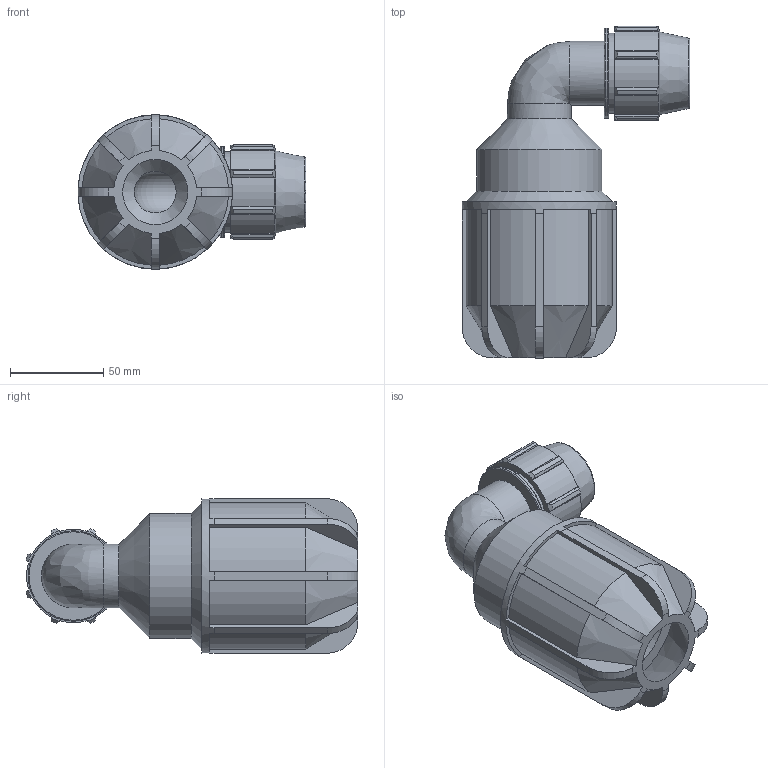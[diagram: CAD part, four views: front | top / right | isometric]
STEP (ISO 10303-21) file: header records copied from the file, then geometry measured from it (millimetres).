
FILE_DESCRIPTION(/* description */ ('PLASSON PLASS4 90° ELBOW 27-35*25'),/* implementation_level */ '2;1');
FILE_NAME(/* name */ '070570025035_180570025035_0705700250350A.ipt.stp',/* time_stamp */ '2017-06-06T17:15:21+03:00',/* author */ ('KIM'),/* organization */ (''),/* preprocessor_version */ 'ST-DEVELOPER v15.6',/* originating_system */ 'Autodesk Inventor 2015',/* authorisation */ '');
FILE_SCHEMA (('AUTOMOTIVE_DESIGN { 1 0 10303 214 3 1 1 }'));
Length unit declared in the file: millimetre
Products named in the file (1): 070570025035_180570025035_0705700250350A
Bounding box: 122.5 x 178.41 x 83 mm (x, y, z)
Volume: 308323.1 mm3; surface area: 85653.2 mm2
Topology: 1 solids, 1 shells, 160 faces, 438 edges, 284 vertices
Faces by surface type: plane 88, cylinder 42, cone 24, torus 5, bspline 1
Full cylindrical faces by diameter (mm): 22.5 x2, 25 x1, 34.238 x2, 43.2 x1, 48.6 x1, 55.54 x1, 67.278 x1, 83 x1
Entity records: 5048 total; most frequent: CARTESIAN_POINT 968, ORIENTED_EDGE 814, DIRECTION 814, EDGE_CURVE 407, AXIS2_PLACEMENT_3D 295, VERTEX_POINT 278, LINE 224, VECTOR 224
